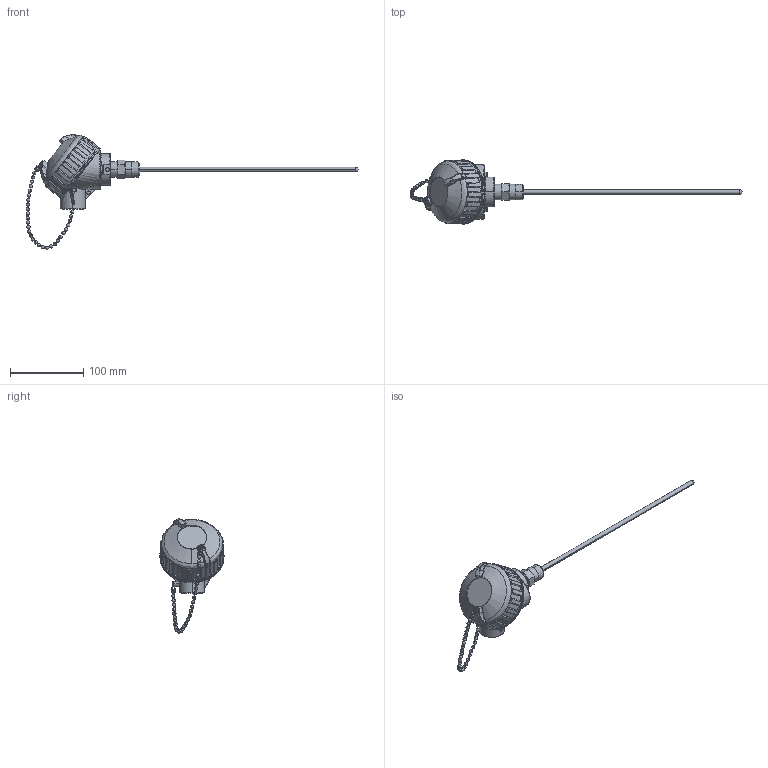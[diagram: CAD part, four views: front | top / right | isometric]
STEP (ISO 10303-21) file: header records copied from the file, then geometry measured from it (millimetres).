
FILE_DESCRIPTION (( 'STEP AP214' ), '1' );
FILE_NAME ('NTC10K3-C12-03.STEP', '2024-04-24T18:17:29', ( '' ), ( '' ), 'SwSTEP 2.0', 'SolidWorks 2021', '' );
FILE_SCHEMA (( 'AUTOMOTIVE_DESIGN' ));
Length unit declared in the file: inch
Products named in the file (1): NTC10K3-C12-03
Bounding box: 453.96 x 87.63 x 156.87 mm (x, y, z)
Volume: 154936.1 mm3; surface area: 85599 mm2
Topology: 10 solids, 10 shells, 991 faces, 2675 edges, 1614 vertices
Faces by surface type: bspline 420, plane 234, cylinder 195, cone 135, torus 7
Entity records: 53696 total; most frequent: CARTESIAN_POINT 33092, ORIENTED_EDGE 5054, DIRECTION 3036, EDGE_CURVE 2527, VERTEX_POINT 1614, B_SPLINE_CURVE_WITH_KNOTS 1233, AXIS2_PLACEMENT_3D 1233, EDGE_LOOP 1073
